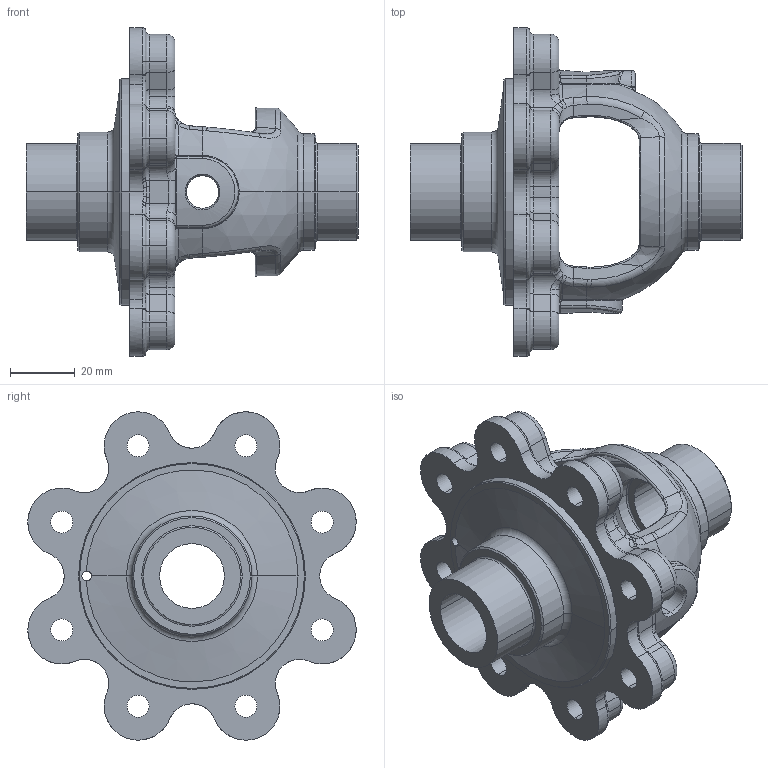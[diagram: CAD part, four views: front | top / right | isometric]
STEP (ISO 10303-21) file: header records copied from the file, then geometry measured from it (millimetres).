
FILE_DESCRIPTION (( 'STEP AP203' ), '1' );
FILE_NAME ('TW13102.STEP', '2022-04-26T11:02:06', ( '' ), ( '' ), 'SwSTEP 2.0', 'SolidWorks 2017', '' );
FILE_SCHEMA (( 'CONFIG_CONTROL_DESIGN' ));
Length unit declared in the file: millimetre
Products named in the file (1): TW13102
Bounding box: 102.5 x 101.38 x 101.37 mm (x, y, z)
Volume: 108919.5 mm3; surface area: 42234.6 mm2
Topology: 1 solids, 1 shells, 567 faces, 1345 edges, 775 vertices
Faces by surface type: cylinder 183, torus 159, bspline 138, plane 57, sphere 18, cone 12
Entity records: 23933 total; most frequent: CARTESIAN_POINT 11447, ORIENTED_EDGE 2670, DIRECTION 2657, EDGE_CURVE 1335, AXIS2_PLACEMENT_3D 1204, VERTEX_POINT 775, CIRCLE 774, EDGE_LOOP 602
